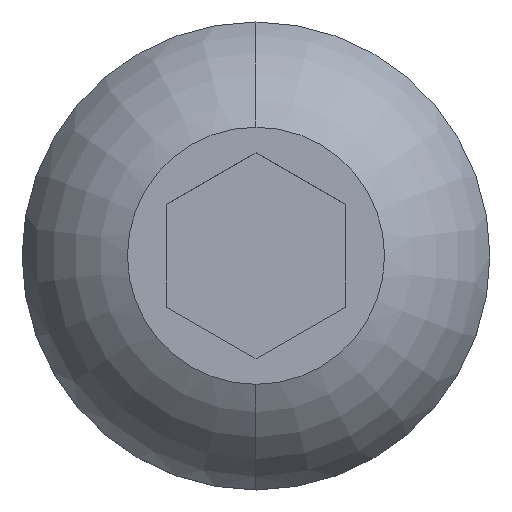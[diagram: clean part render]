
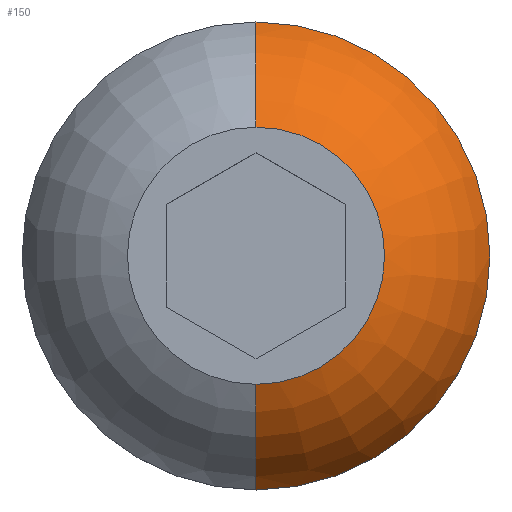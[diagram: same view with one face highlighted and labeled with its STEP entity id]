
A CAD part, top view. The second image highlights one B-rep face of the part: STEP entity #150.
In plain terms, the highlighted toroidal (fillet/blend) face has major radius 1.18 mm and minor radius 4.331 mm.
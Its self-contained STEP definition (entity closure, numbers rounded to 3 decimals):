
#12 = TOROIDAL_SURFACE ( 'NONE', #257, 1.18, 4.331 ) ;
#13 = ORIENTED_EDGE ( 'NONE', *, *, #601, .F. ) ;
#30 = EDGE_CURVE ( 'NONE', #321, #801, #797, .T. ) ;
#37 = AXIS2_PLACEMENT_3D ( 'NONE', #288, #345, #116 ) ;
#96 = CARTESIAN_POINT ( 'NONE',  ( 0., 5.25, 0.8 ) ) ;
#116 = DIRECTION ( 'NONE',  ( 0., 0., -1. ) ) ;
#134 = DIRECTION ( 'NONE',  ( 0., 0., -1. ) ) ;
#150 = ADVANCED_FACE ( 'NONE', ( #179 ), #12, .T. ) ;
#165 = CARTESIAN_POINT ( 'NONE',  ( 0., -5.25, 0.8 ) ) ;
#178 = CIRCLE ( 'NONE', #335, 5.25 ) ;
#179 = FACE_OUTER_BOUND ( 'NONE', #709, .T. ) ;
#203 = ORIENTED_EDGE ( 'NONE', *, *, #509, .F. ) ;
#204 = CARTESIAN_POINT ( 'NONE',  ( 0., -2.885, 3.3 ) ) ;
#243 = DIRECTION ( 'NONE',  ( 0., 0., 1. ) ) ;
#257 = AXIS2_PLACEMENT_3D ( 'NONE', #497, #134, #579 ) ;
#288 = CARTESIAN_POINT ( 'NONE',  ( 0., -1.18, -0.681 ) ) ;
#300 = CIRCLE ( 'NONE', #546, 2.885 ) ;
#304 = CARTESIAN_POINT ( 'NONE',  ( 0., 0., 0.8 ) ) ;
#313 = ORIENTED_EDGE ( 'NONE', *, *, #30, .F. ) ;
#321 = VERTEX_POINT ( 'NONE', #96 ) ;
#335 = AXIS2_PLACEMENT_3D ( 'NONE', #304, #566, #682 ) ;
#345 = DIRECTION ( 'NONE',  ( 1., 0., 0. ) ) ;
#358 = ORIENTED_EDGE ( 'NONE', *, *, #531, .F. ) ;
#365 = CIRCLE ( 'NONE', #37, 4.331 ) ;
#366 = AXIS2_PLACEMENT_3D ( 'NONE', #750, #559, #499 ) ;
#491 = EDGE_CURVE ( 'NONE', #701, #503, #365, .T. ) ;
#497 = CARTESIAN_POINT ( 'NONE',  ( 0., 0., -0.681 ) ) ;
#499 = DIRECTION ( 'NONE',  ( -1., 0., 0. ) ) ;
#503 = VERTEX_POINT ( 'NONE', #165 ) ;
#509 = EDGE_CURVE ( 'NONE', #538, #321, #724, .T. ) ;
#510 = CARTESIAN_POINT ( 'NONE',  ( 5.25, 0., 0.8 ) ) ;
#531 = EDGE_CURVE ( 'NONE', #701, #538, #300, .T. ) ;
#538 = VERTEX_POINT ( 'NONE', #723 ) ;
#546 = AXIS2_PLACEMENT_3D ( 'NONE', #547, #243, #674 ) ;
#547 = CARTESIAN_POINT ( 'NONE',  ( 0., 0., 3.3 ) ) ;
#548 = ORIENTED_EDGE ( 'NONE', *, *, #491, .T. ) ;
#559 = DIRECTION ( 'NONE',  ( 0., 0., -1. ) ) ;
#566 = DIRECTION ( 'NONE',  ( 0., 0., -1. ) ) ;
#579 = DIRECTION ( 'NONE',  ( 0., 1., 0. ) ) ;
#601 = EDGE_CURVE ( 'NONE', #801, #503, #178, .T. ) ;
#652 = AXIS2_PLACEMENT_3D ( 'NONE', #800, #671, #741 ) ;
#671 = DIRECTION ( 'NONE',  ( -1., 0., 0. ) ) ;
#674 = DIRECTION ( 'NONE',  ( 0., 1., 0. ) ) ;
#682 = DIRECTION ( 'NONE',  ( -1., 0., 0. ) ) ;
#701 = VERTEX_POINT ( 'NONE', #204 ) ;
#709 = EDGE_LOOP ( 'NONE', ( #358, #548, #13, #313, #203 ) ) ;
#723 = CARTESIAN_POINT ( 'NONE',  ( 0., 2.885, 3.3 ) ) ;
#724 = CIRCLE ( 'NONE', #652, 4.331 ) ;
#741 = DIRECTION ( 'NONE',  ( 0., 0., 1. ) ) ;
#750 = CARTESIAN_POINT ( 'NONE',  ( 0., 0., 0.8 ) ) ;
#797 = CIRCLE ( 'NONE', #366, 5.25 ) ;
#800 = CARTESIAN_POINT ( 'NONE',  ( 0., 1.18, -0.681 ) ) ;
#801 = VERTEX_POINT ( 'NONE', #510 ) ;
